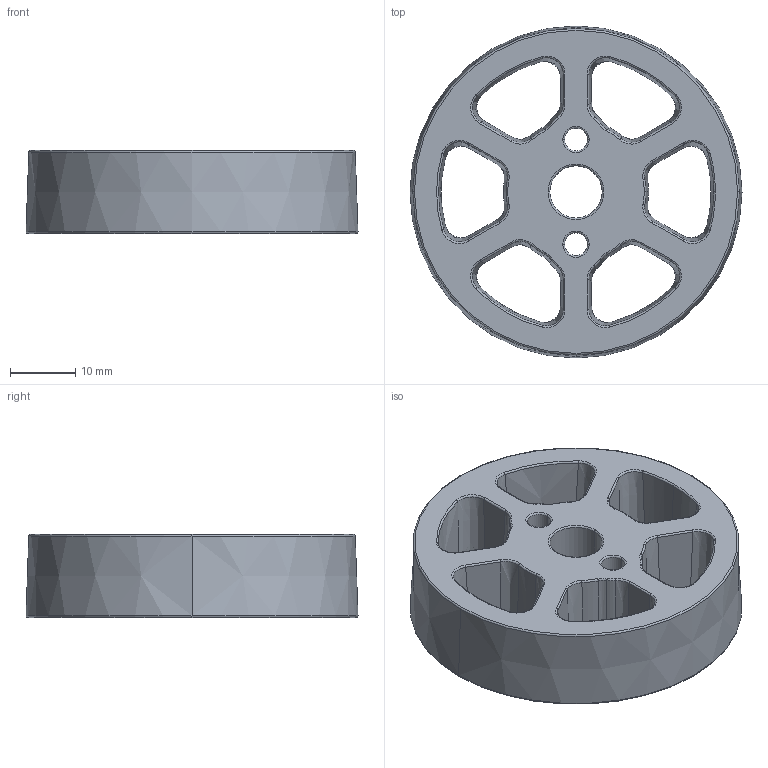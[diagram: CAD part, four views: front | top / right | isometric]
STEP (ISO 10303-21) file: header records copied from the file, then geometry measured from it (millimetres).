
FILE_DESCRIPTION (( 'STEP AP214' ), '1' );
FILE_NAME ('am-3572 2IN Molded 8mm Compliant Wheel VER3 REV2.STEP', '2018-06-12T13:49:19', ( '' ), ( '' ), 'SwSTEP 2.0', 'SolidWorks 2017', '' );
FILE_SCHEMA (( 'AUTOMOTIVE_DESIGN' ));
Length unit declared in the file: inch
Products named in the file (1): am-3572 2IN Molded 8mm Compliant Wheel VER3 REV2
Bounding box: 50.78 x 50.78 x 12.7 mm (x, y, z)
Volume: 15573.9 mm3; surface area: 8023.9 mm2
Topology: 1 solids, 1 shells, 213 faces, 500 edges, 289 vertices
Faces by surface type: bspline 84, torus 59, cylinder 36, cone 20, plane 14
Entity records: 9538 total; most frequent: CARTESIAN_POINT 5079, ORIENTED_EDGE 1000, DIRECTION 860, EDGE_CURVE 500, AXIS2_PLACEMENT_3D 398, VERTEX_POINT 289, CIRCLE 268, EDGE_LOOP 231
